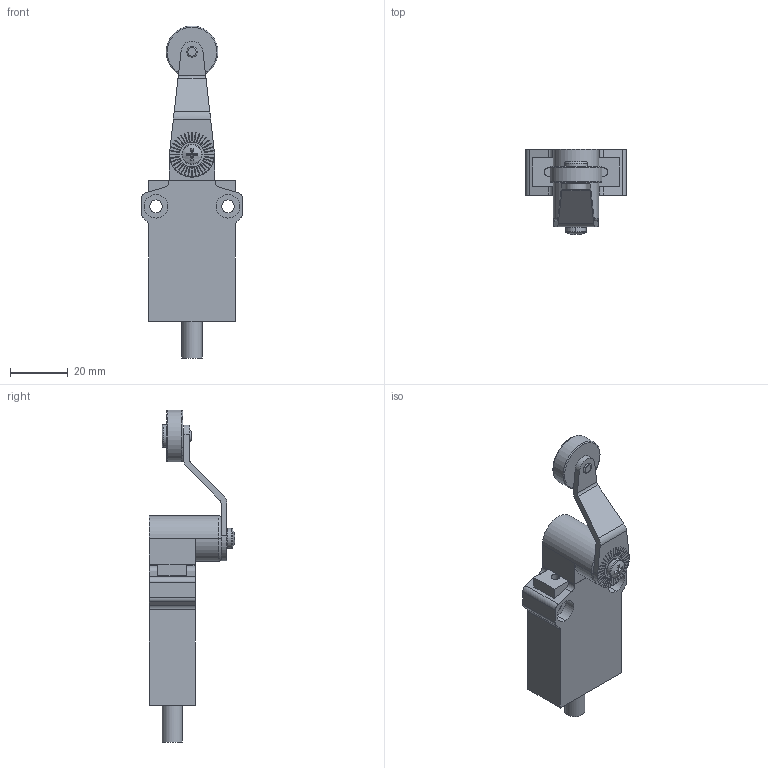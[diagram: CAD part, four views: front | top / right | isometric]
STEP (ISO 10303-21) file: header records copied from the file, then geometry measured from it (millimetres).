
FILE_DESCRIPTION (( 'STEP AP203' ), '1' );
FILE_NAME ('AEM2G45Z11-3_Default.step', '2022-04-01T15:32:32', ( 'Windows User' ), ( '' ), 'SwSTEP 2.0', 'SolidWorks 2021', '' );
FILE_SCHEMA (( 'CONFIG_CONTROL_DESIGN' ));
Length unit declared in the file: inch
Products named in the file (1): AEM2G45Z11-3_Default
Bounding box: 35 x 29.84 x 115.31 mm (x, y, z)
Volume: 31016.6 mm3; surface area: 11257.9 mm2
Topology: 4 solids, 4 shells, 310 faces, 745 edges, 494 vertices
Faces by surface type: plane 248, cylinder 51, torus 6, bspline 5
Full cylindrical faces by diameter (mm): 3.692 x1, 4.688 x1, 5 x1, 7 x1, 7.874 x1, 18.034 x1
Entity records: 9101 total; most frequent: CARTESIAN_POINT 1783, ORIENTED_EDGE 1466, DIRECTION 1429, EDGE_CURVE 733, VECTOR 601, LINE 601, VERTEX_POINT 492, AXIS2_PLACEMENT_3D 414
